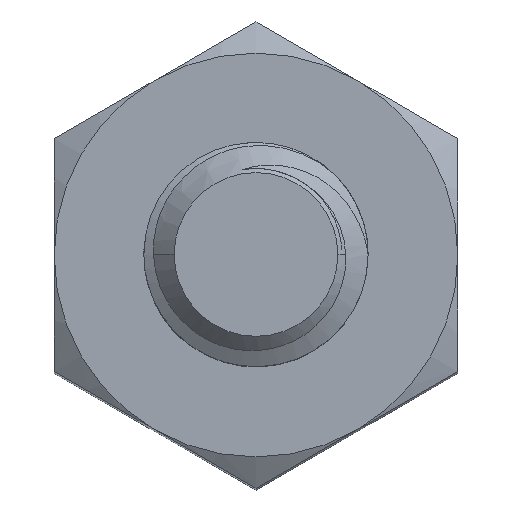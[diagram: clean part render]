
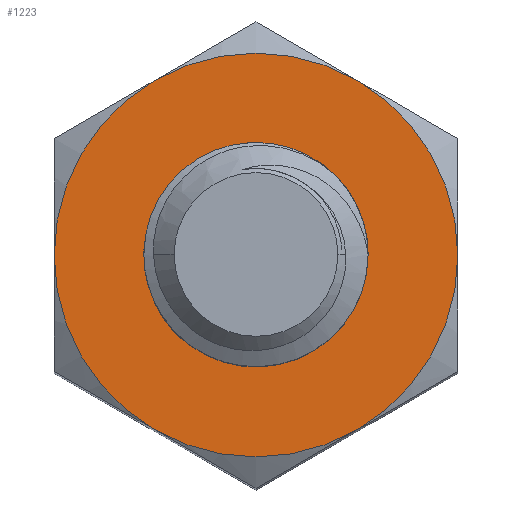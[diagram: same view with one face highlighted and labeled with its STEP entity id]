
A CAD part, top view. The second image highlights one B-rep face of the part: STEP entity #1223.
In plain terms, the highlighted face is planar.
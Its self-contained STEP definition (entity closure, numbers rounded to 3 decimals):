
#25=FACE_BOUND('',#172,.T.);
#27=PLANE('',#1323);
#97=FACE_OUTER_BOUND('',#171,.T.);
#171=EDGE_LOOP('',(#931,#932,#933,#934,#935,#936));
#172=EDGE_LOOP('',(#937,#938));
#430=CIRCLE('',#1307,0.955);
#433=CIRCLE('',#1324,2.25);
#434=CIRCLE('',#1325,2.25);
#435=CIRCLE('',#1326,2.25);
#436=CIRCLE('',#1327,2.25);
#437=CIRCLE('',#1328,2.25);
#438=CIRCLE('',#1329,2.25);
#439=CIRCLE('',#1330,0.955);
#511=VERTEX_POINT('',#2202);
#512=VERTEX_POINT('',#2204);
#541=VERTEX_POINT('',#2482);
#542=VERTEX_POINT('',#2483);
#543=VERTEX_POINT('',#2485);
#544=VERTEX_POINT('',#2487);
#545=VERTEX_POINT('',#2489);
#546=VERTEX_POINT('',#2491);
#659=EDGE_CURVE('',#512,#511,#430,.T.);
#701=EDGE_CURVE('',#541,#542,#433,.T.);
#702=EDGE_CURVE('',#542,#543,#434,.T.);
#703=EDGE_CURVE('',#543,#544,#435,.T.);
#704=EDGE_CURVE('',#544,#545,#436,.T.);
#705=EDGE_CURVE('',#545,#546,#437,.T.);
#706=EDGE_CURVE('',#546,#541,#438,.T.);
#707=EDGE_CURVE('',#511,#512,#439,.T.);
#931=ORIENTED_EDGE('',*,*,#701,.T.);
#932=ORIENTED_EDGE('',*,*,#702,.T.);
#933=ORIENTED_EDGE('',*,*,#703,.T.);
#934=ORIENTED_EDGE('',*,*,#704,.T.);
#935=ORIENTED_EDGE('',*,*,#705,.T.);
#936=ORIENTED_EDGE('',*,*,#706,.T.);
#937=ORIENTED_EDGE('',*,*,#659,.T.);
#938=ORIENTED_EDGE('',*,*,#707,.T.);
#1223=ADVANCED_FACE('',(#97,#25),#27,.T.);
#1307=AXIS2_PLACEMENT_3D('',#2205,#1469,#1470);
#1323=AXIS2_PLACEMENT_3D('',#2481,#1516,#1517);
#1324=AXIS2_PLACEMENT_3D('',#2484,#1518,#1519);
#1325=AXIS2_PLACEMENT_3D('',#2486,#1520,#1521);
#1326=AXIS2_PLACEMENT_3D('',#2488,#1522,#1523);
#1327=AXIS2_PLACEMENT_3D('',#2490,#1524,#1525);
#1328=AXIS2_PLACEMENT_3D('',#2492,#1526,#1527);
#1329=AXIS2_PLACEMENT_3D('',#2493,#1528,#1529);
#1330=AXIS2_PLACEMENT_3D('',#2494,#1530,#1531);
#1469=DIRECTION('center_axis',(-1.,0.,0.));
#1470=DIRECTION('ref_axis',(0.,0.,1.));
#1516=DIRECTION('center_axis',(1.,0.,0.));
#1517=DIRECTION('ref_axis',(0.,0.,-1.));
#1518=DIRECTION('center_axis',(1.,0.,0.));
#1519=DIRECTION('ref_axis',(0.,0.,-1.));
#1520=DIRECTION('center_axis',(1.,0.,0.));
#1521=DIRECTION('ref_axis',(0.,0.,-1.));
#1522=DIRECTION('center_axis',(1.,0.,0.));
#1523=DIRECTION('ref_axis',(0.,0.,-1.));
#1524=DIRECTION('center_axis',(1.,0.,0.));
#1525=DIRECTION('ref_axis',(0.,0.,-1.));
#1526=DIRECTION('center_axis',(1.,0.,0.));
#1527=DIRECTION('ref_axis',(0.,0.,-1.));
#1528=DIRECTION('center_axis',(1.,0.,0.));
#1529=DIRECTION('ref_axis',(0.,0.,-1.));
#1530=DIRECTION('center_axis',(-1.,0.,0.));
#1531=DIRECTION('ref_axis',(0.,0.,1.));
#2202=CARTESIAN_POINT('',(4.05,0.,-0.955));
#2204=CARTESIAN_POINT('',(4.05,0.,0.955));
#2205=CARTESIAN_POINT('Origin',(4.05,0.,0.));
#2481=CARTESIAN_POINT('Origin',(4.05,2.598,0.));
#2482=CARTESIAN_POINT('',(4.05,-1.949,-1.125));
#2483=CARTESIAN_POINT('',(4.05,0.,-2.25));
#2484=CARTESIAN_POINT('Origin',(4.05,0.,0.));
#2485=CARTESIAN_POINT('',(4.05,1.949,-1.125));
#2486=CARTESIAN_POINT('Origin',(4.05,0.,0.));
#2487=CARTESIAN_POINT('',(4.05,1.949,1.125));
#2488=CARTESIAN_POINT('Origin',(4.05,0.,0.));
#2489=CARTESIAN_POINT('',(4.05,0.,2.25));
#2490=CARTESIAN_POINT('Origin',(4.05,0.,0.));
#2491=CARTESIAN_POINT('',(4.05,-1.949,1.125));
#2492=CARTESIAN_POINT('Origin',(4.05,0.,0.));
#2493=CARTESIAN_POINT('Origin',(4.05,0.,0.));
#2494=CARTESIAN_POINT('Origin',(4.05,0.,0.));
